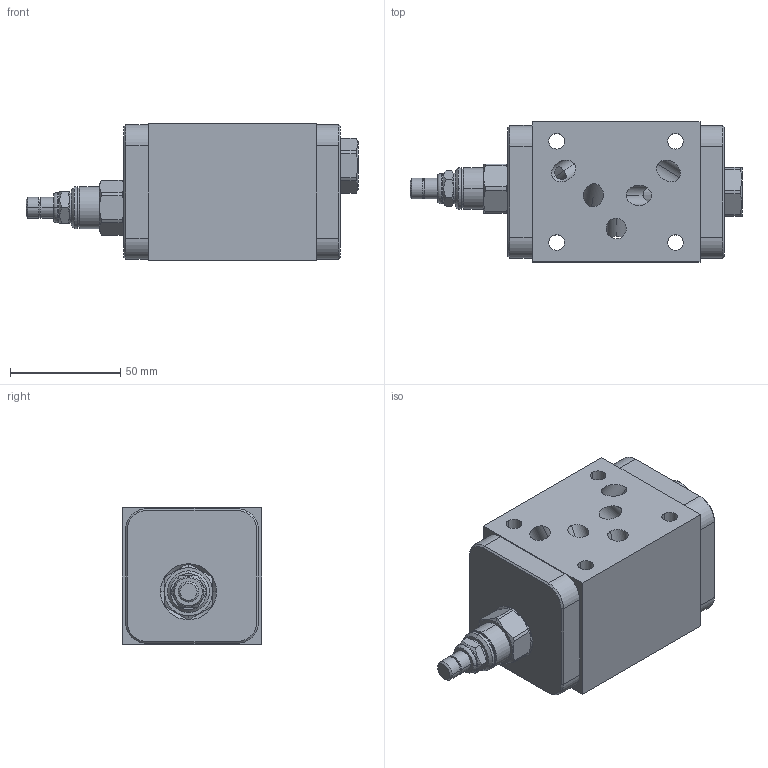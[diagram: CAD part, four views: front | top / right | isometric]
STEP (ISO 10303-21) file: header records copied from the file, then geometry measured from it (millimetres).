
FILE_DESCRIPTION((''),'2;1');
FILE_NAME('MANIFOLD_STP1_ASM','2013-06-12T',('Administrator'),(''),'PRO/ENGINEER BY PARAMETRIC TECHNOLOGY CORPORATION, 2006240','PRO/ENGINEER BY PARAMETRIC TECHNOLOGY CORPORATION, 2006240','');
FILE_SCHEMA(('CONFIG_CONTROL_DESIGN'));
Length unit declared in the file: inch
Products named in the file (3): 150416F_PRT; ASMNAME_CART_PRT; MANIFOLD_STP1_ASM
Assembly tree (2 placements, depth 2):
  MANIFOLD_STP1_ASM
    150416F_PRT
    ASMNAME_CART_PRT
Bounding box: 150.8 x 63.5 x 61.93 mm (x, y, z)
Surface area: 69833.3 mm2 (no closed solid volume)
Topology: 0 solids, 12 shells, 448 faces, 1123 edges, 711 vertices
Faces by surface type: cylinder 193, plane 86, cone 85, torus 63, bspline 11, sphere 10
Entity records: 18098 total; most frequent: CARTESIAN_POINT 7239, DIRECTION 2317, ORIENTED_EDGE 2230, EDGE_CURVE 1121, AXIS2_PLACEMENT_3D 980, VERTEX_POINT 711, CIRCLE 538, EDGE_LOOP 515
